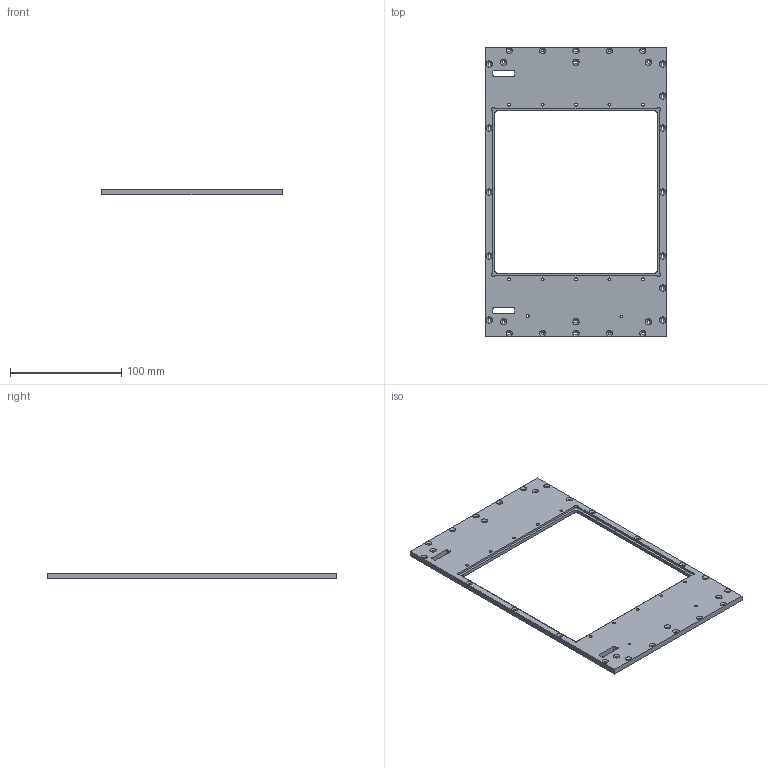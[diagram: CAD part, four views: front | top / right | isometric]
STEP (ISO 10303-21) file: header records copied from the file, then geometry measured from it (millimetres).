
FILE_DESCRIPTION(/* description */ (''),/* implementation_level */ '2;1');
FILE_NAME(/* name */ 'led_base.step',/* time_stamp */ '2025-11-02T18:27:05+01:00',/* author */ (''),/* organization */ (''),/* preprocessor_version */ 'ST-DEVELOPER v20.1',/* originating_system */ 'Autodesk Translation Framework v14.17.0.0',/* authorisation */ '');
FILE_SCHEMA (('AUTOMOTIVE_DESIGN { 1 0 10303 214 3 1 1 }'));
Length unit declared in the file: millimetre
Products named in the file (1): led_base
Bounding box: 161.8 x 260 x 5 mm (x, y, z)
Volume: 98394.8 mm3; surface area: 49810.7 mm2
Topology: 1 solids, 1 shells, 125 faces, 346 edges, 218 vertices
Faces by surface type: cylinder 64, cone 38, plane 23
Full cylindrical faces by diameter (mm): 2.529 x2, 2.6 x38
Entity records: 4228 total; most frequent: DIRECTION 758, CARTESIAN_POINT 708, ORIENTED_EDGE 692, EDGE_CURVE 346, AXIS2_PLACEMENT_3D 295, VERTEX_POINT 218, EDGE_LOOP 206, CIRCLE 169
